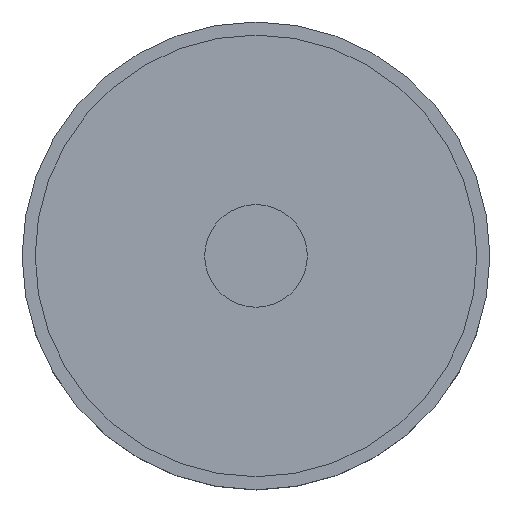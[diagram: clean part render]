
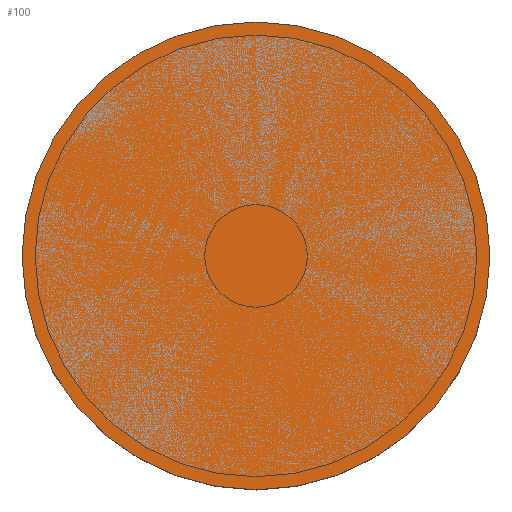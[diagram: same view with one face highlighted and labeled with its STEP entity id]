
A CAD part, top view. The second image highlights one B-rep face of the part: STEP entity #100.
In plain terms, the highlighted planar face has unit normal (0, 0, 1).
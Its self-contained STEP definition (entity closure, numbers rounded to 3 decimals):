
#33=CARTESIAN_POINT('',(0.,0.,40.));
#34=DIRECTION('',(0.,0.,1.));
#35=DIRECTION('',(0.,1.,0.));
#36=AXIS2_PLACEMENT_3D('',#33,#34,#35);
#38=CARTESIAN_POINT('',(0.,0.,40.));
#39=DIRECTION('',(0.,0.,-1.));
#40=DIRECTION('',(0.,1.,0.));
#41=AXIS2_PLACEMENT_3D('',#38,#39,#40);
#44=CARTESIAN_POINT('',(0.,25.,40.));
#46=VERTEX_POINT('',#44);
#48=CARTESIAN_POINT('',(0.,-25.,40.));
#50=VERTEX_POINT('',#48);
#91=CARTESIAN_POINT('',(0.,0.,40.));
#92=DIRECTION('',(0.,0.,-1.));
#93=DIRECTION('',(0.,-1.,0.));
#94=AXIS2_PLACEMENT_3D('',#91,#92,#93);
#95=PLANE('',#94);
#96=ORIENTED_EDGE('',*,*,#58,.F.);
#97=ORIENTED_EDGE('',*,*,#76,.T.);
#98=EDGE_LOOP('',(#96,#97));
#99=FACE_OUTER_BOUND('',#98,.F.);
#100=ADVANCED_FACE('',(#99),#95,.F.);
#37=CIRCLE('',#36,25.);
#42=CIRCLE('',#41,25.);
#58=EDGE_CURVE('',#46,#50,#37,.T.);
#76=EDGE_CURVE('',#46,#50,#42,.T.);
